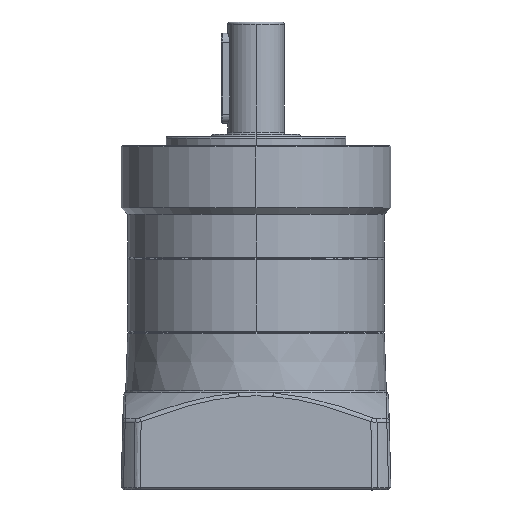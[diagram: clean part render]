
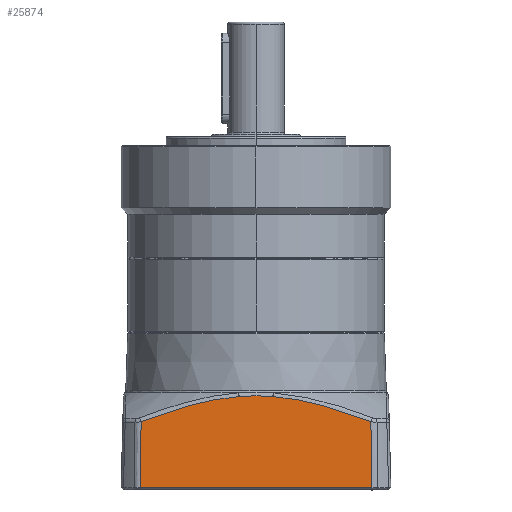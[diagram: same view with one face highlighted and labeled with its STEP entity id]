
A CAD part, left-side view. The second image highlights one B-rep face of the part: STEP entity #25874.
In plain terms, the highlighted face is planar.
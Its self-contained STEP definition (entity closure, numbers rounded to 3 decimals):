
#34 = EDGE_CURVE ( 'NONE', #43369, #315, #22491, .T. ) ;
#315 = VERTEX_POINT ( 'NONE', #32901 ) ;
#574 = LINE ( 'NONE', #26048, #26930 ) ;
#1801 = EDGE_LOOP ( 'NONE', ( #16328, #34226, #12020, #31709, #28584, #17952 ) ) ;
#2659 = CARTESIAN_POINT ( 'NONE',  ( 59.103, -3.326, -40.445 ) ) ;
#2805 = CARTESIAN_POINT ( 'NONE',  ( 58.985, 1.176, -24.975 ) ) ;
#3288 = CARTESIAN_POINT ( 'NONE',  ( 59.205, -7.212, 51.071 ) ) ;
#6175 = CARTESIAN_POINT ( 'NONE',  ( 59.063, -1.796, -35.799 ) ) ;
#6322 = CARTESIAN_POINT ( 'NONE',  ( 58.959, 2.173, -20.233 ) ) ;
#6397 = B_SPLINE_CURVE_WITH_KNOTS ( 'NONE', 3,
 ( #19730, #23176, #9501, #33542, #12992, #36983, #16439, #40342, #19876, #43615, #23322, #2659, #26773, #6175, #30221, #9650, #33691, #13129, #37118, #16584, #40471, #20011, #43752, #23456, #2805, #26918, #6322, #30341, #9793, #33845, #13255, #37252, #16730, #40620, #20147, #43880 ),
 .UNSPECIFIED., .F., .F.,
 ( 4, 1, 1, 1, 1, 1, 1, 1, 2, 2, 1, 1, 1, 1, 1, 1, 1, 2, 2, 1, 1, 1, 1, 1, 1, 2, 2, 4 ),
 ( 0., 0.125, 0.188, 0.219, 0.234, 0.242, 0.246, 0.248, 0.249, 0.25, 0.375, 0.438, 0.469, 0.484, 0.492, 0.496, 0.498, 0.499, 0.5, 0.625, 0.688, 0.719, 0.734, 0.742, 0.746, 0.748, 0.75, 1. ),
 .UNSPECIFIED. ) ;
#6470 = CARTESIAN_POINT ( 'NONE',  ( 58.913, 3.919, 7.507 ) ) ;
#6509 = CARTESIAN_POINT ( 'NONE',  ( 58.928, 3.342, 15.032 ) ) ;
#6607 = CARTESIAN_POINT ( 'NONE',  ( 58.965, 1.918, 22.389 ) ) ;
#6641 = CARTESIAN_POINT ( 'NONE',  ( 59.068, -1.996, 36.891 ) ) ;
#7002 = CARTESIAN_POINT ( 'NONE',  ( 59.133, -4.486, 44.062 ) ) ;
#7944 = EDGE_CURVE ( 'NONE', #315, #41565, #19328, .T. ) ;
#8502 = CARTESIAN_POINT ( 'NONE',  ( 59.205, -7.212, 51.071 ) ) ;
#9332 = DIRECTION ( 'NONE',  ( -0.026, 1., 0. ) ) ;
#9431 = DIRECTION ( 'NONE',  ( 1., 0.026, 0. ) ) ;
#9501 = CARTESIAN_POINT ( 'NONE',  ( 59.158, -5.439, -46.432 ) ) ;
#9650 = CARTESIAN_POINT ( 'NONE',  ( 59.027, -0.438, -31.155 ) ) ;
#9768 = PLANE ( 'NONE',  #42084 ) ;
#9793 = CARTESIAN_POINT ( 'NONE',  ( 58.953, 2.393, -19.064 ) ) ;
#9968 = CARTESIAN_POINT ( 'NONE',  ( 60., -37.59, 60. ) ) ;
#12020 = ORIENTED_EDGE ( 'NONE', *, *, #34, .T. ) ;
#12992 = CARTESIAN_POINT ( 'NONE',  ( 59.116, -3.822, -41.892 ) ) ;
#13129 = CARTESIAN_POINT ( 'NONE',  ( 59.019, -0.125, -30.018 ) ) ;
#13255 = CARTESIAN_POINT ( 'NONE',  ( 58.952, 2.444, -18.787 ) ) ;
#13805 = CARTESIAN_POINT ( 'NONE',  ( 58.908, 4.11, 5.008 ) ) ;
#14473 = CARTESIAN_POINT ( 'NONE',  ( 58.913, 3.919, -7.507 ) ) ;
#15873 = DIRECTION ( 'NONE',  ( -0.026, 1., 0.01 ) ) ;
#16328 = ORIENTED_EDGE ( 'NONE', *, *, #44245, .F. ) ;
#16439 = CARTESIAN_POINT ( 'NONE',  ( 59.106, -3.445, -40.793 ) ) ;
#16584 = CARTESIAN_POINT ( 'NONE',  ( 59.017, -0.048, -29.735 ) ) ;
#16730 = CARTESIAN_POINT ( 'NONE',  ( 58.951, 2.459, -18.706 ) ) ;
#16933 = B_SPLINE_CURVE_WITH_KNOTS ( 'NONE', 3,
 ( #8502, #7002, #6641, #6607, #6509, #6470 ),
 .UNSPECIFIED., .F., .F.,
 ( 4, 2, 4 ),
 ( 0., 0.5, 1. ),
 .UNSPECIFIED. ) ;
#17283 = CARTESIAN_POINT ( 'NONE',  ( 58.904, 4.283, -2.507 ) ) ;
#17952 = ORIENTED_EDGE ( 'NONE', *, *, #41299, .T. ) ;
#19296 = VERTEX_POINT ( 'NONE', #22520 ) ;
#19328 = LINE ( 'NONE', #34493, #22557 ) ;
#19730 = CARTESIAN_POINT ( 'NONE',  ( 59.205, -7.212, -51.071 ) ) ;
#19876 = CARTESIAN_POINT ( 'NONE',  ( 59.103, -3.352, -40.521 ) ) ;
#20011 = CARTESIAN_POINT ( 'NONE',  ( 59.016, -0.03, -29.668 ) ) ;
#20147 = CARTESIAN_POINT ( 'NONE',  ( 58.92, 3.639, -11.148 ) ) ;
#20685 = CARTESIAN_POINT ( 'NONE',  ( 58.913, 3.919, -7.507 ) ) ;
#21590 = EDGE_CURVE ( 'NONE', #43369, #19296, #16933, .T. ) ;
#22491 = LINE ( 'NONE', #38664, #32711 ) ;
#22520 = CARTESIAN_POINT ( 'NONE',  ( 58.913, 3.919, 7.507 ) ) ;
#22557 = VECTOR ( 'NONE', #31922, 1000. ) ;
#23176 = CARTESIAN_POINT ( 'NONE',  ( 59.185, -6.477, -49.18 ) ) ;
#23322 = CARTESIAN_POINT ( 'NONE',  ( 59.103, -3.33, -40.456 ) ) ;
#23456 = CARTESIAN_POINT ( 'NONE',  ( 59.003, 0.485, -27.758 ) ) ;
#25874 = ADVANCED_FACE ( 'NONE', ( #30580 ), #9768, .T. ) ;
#26048 = CARTESIAN_POINT ( 'NONE',  ( 59.974, -36.615, -51.372 ) ) ;
#26773 = CARTESIAN_POINT ( 'NONE',  ( 59.086, -2.685, -38.554 ) ) ;
#26918 = CARTESIAN_POINT ( 'NONE',  ( 58.967, 1.861, -21.802 ) ) ;
#26930 = VECTOR ( 'NONE', #15873, 1000. ) ;
#27044 = CARTESIAN_POINT ( 'NONE',  ( 59.205, -7.212, -51.071 ) ) ;
#28110 = CARTESIAN_POINT ( 'NONE',  ( 59.974, -36.615, -51.372 ) ) ;
#28584 = ORIENTED_EDGE ( 'NONE', *, *, #31841, .T. ) ;
#29519 = B_SPLINE_CURVE_WITH_KNOTS ( 'NONE', 3,
 ( #34390, #13805, #37801, #17283, #41149, #20685 ),
 .UNSPECIFIED., .F., .F.,
 ( 4, 2, 4 ),
 ( 0., 0.5, 1. ),
 .UNSPECIFIED. ) ;
#30221 = CARTESIAN_POINT ( 'NONE',  ( 59.039, -0.872, -32.686 ) ) ;
#30341 = CARTESIAN_POINT ( 'NONE',  ( 58.955, 2.321, -19.453 ) ) ;
#30580 = FACE_OUTER_BOUND ( 'NONE', #1801, .T. ) ;
#31709 = ORIENTED_EDGE ( 'NONE', *, *, #7944, .T. ) ;
#31841 = EDGE_CURVE ( 'NONE', #41565, #40045, #574, .T. ) ;
#31922 = DIRECTION ( 'NONE',  ( 0., 0., -1. ) ) ;
#32711 = VECTOR ( 'NONE', #38606, 1000. ) ;
#32901 = CARTESIAN_POINT ( 'NONE',  ( 59.974, -36.615, 51.372 ) ) ;
#33542 = CARTESIAN_POINT ( 'NONE',  ( 59.129, -4.342, -43.379 ) ) ;
#33691 = CARTESIAN_POINT ( 'NONE',  ( 59.022, -0.228, -30.396 ) ) ;
#33845 = CARTESIAN_POINT ( 'NONE',  ( 58.952, 2.429, -18.87 ) ) ;
#34226 = ORIENTED_EDGE ( 'NONE', *, *, #21590, .F. ) ;
#34390 = CARTESIAN_POINT ( 'NONE',  ( 58.913, 3.919, 7.507 ) ) ;
#34493 = CARTESIAN_POINT ( 'NONE',  ( 59.974, -36.615, 60. ) ) ;
#36983 = CARTESIAN_POINT ( 'NONE',  ( 59.109, -3.569, -41.158 ) ) ;
#37118 = CARTESIAN_POINT ( 'NONE',  ( 59.018, -0.073, -29.829 ) ) ;
#37252 = CARTESIAN_POINT ( 'NONE',  ( 58.951, 2.454, -18.732 ) ) ;
#37801 = CARTESIAN_POINT ( 'NONE',  ( 58.904, 4.283, 2.508 ) ) ;
#38606 = DIRECTION ( 'NONE',  ( 0.026, -1., 0.01 ) ) ;
#38664 = CARTESIAN_POINT ( 'NONE',  ( 59.205, -7.212, 51.071 ) ) ;
#40045 = VERTEX_POINT ( 'NONE', #27044 ) ;
#40342 = CARTESIAN_POINT ( 'NONE',  ( 59.104, -3.383, -40.611 ) ) ;
#40471 = CARTESIAN_POINT ( 'NONE',  ( 59.017, -0.037, -29.695 ) ) ;
#40620 = CARTESIAN_POINT ( 'NONE',  ( 58.933, 3.155, -14.871 ) ) ;
#41149 = CARTESIAN_POINT ( 'NONE',  ( 58.908, 4.11, -5.007 ) ) ;
#41299 = EDGE_CURVE ( 'NONE', #40045, #43875, #6397, .T. ) ;
#41565 = VERTEX_POINT ( 'NONE', #28110 ) ;
#42084 = AXIS2_PLACEMENT_3D ( 'NONE', #9968, #9431, #9332 ) ;
#43369 = VERTEX_POINT ( 'NONE', #3288 ) ;
#43615 = CARTESIAN_POINT ( 'NONE',  ( 59.103, -3.339, -40.482 ) ) ;
#43752 = CARTESIAN_POINT ( 'NONE',  ( 59.016, -0.026, -29.656 ) ) ;
#43875 = VERTEX_POINT ( 'NONE', #14473 ) ;
#43880 = CARTESIAN_POINT ( 'NONE',  ( 58.913, 3.919, -7.507 ) ) ;
#44245 = EDGE_CURVE ( 'NONE', #19296, #43875, #29519, .T. ) ;
